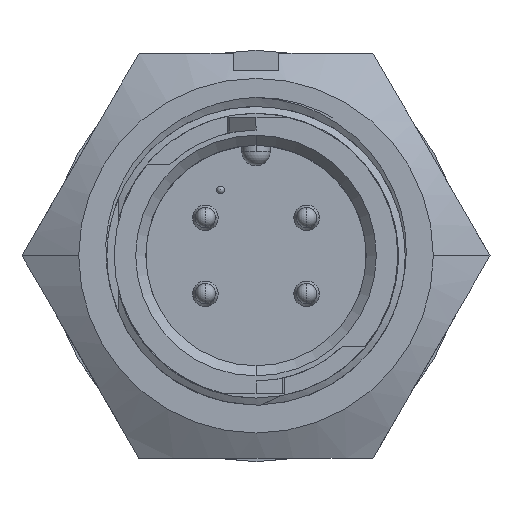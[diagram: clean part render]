
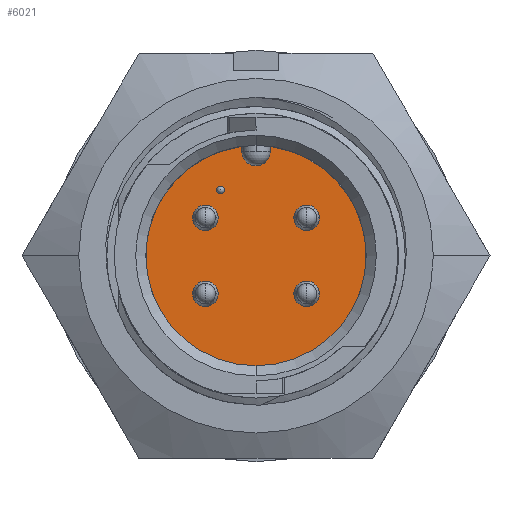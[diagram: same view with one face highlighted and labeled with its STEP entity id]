
A CAD part, top view. The second image highlights one B-rep face of the part: STEP entity #6021.
In plain terms, the highlighted planar face has unit normal (0, 0, 1).
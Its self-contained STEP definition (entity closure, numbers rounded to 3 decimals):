
#123 = CARTESIAN_POINT ( 'NONE',  ( 0.711, 5.22, -8.382 ) ) ;
#217 = VERTEX_POINT ( 'NONE', #9260 ) ;
#341 = AXIS2_PLACEMENT_3D ( 'NONE', #10424, #8116, #5589 ) ;
#391 = ORIENTED_EDGE ( 'NONE', *, *, #14276, .F. ) ;
#460 = DIRECTION ( 'NONE',  ( 1., 0., 0. ) ) ;
#635 = CARTESIAN_POINT ( 'NONE',  ( 0., 0., -8.382 ) ) ;
#671 = EDGE_CURVE ( 'NONE', #5510, #9295, #8377, .T. ) ;
#777 = DIRECTION ( 'NONE',  ( 1., 0., 0. ) ) ;
#786 = DIRECTION ( 'NONE',  ( 0., 0., 1. ) ) ;
#796 = AXIS2_PLACEMENT_3D ( 'NONE', #12263, #8654, #3034 ) ;
#886 = ORIENTED_EDGE ( 'NONE', *, *, #1395, .F. ) ;
#913 = DIRECTION ( 'NONE',  ( 0., 0., 1. ) ) ;
#1037 = EDGE_LOOP ( 'NONE', ( #1708, #10677 ) ) ;
#1099 = EDGE_CURVE ( 'NONE', #3018, #4472, #13671, .T. ) ;
#1187 = CARTESIAN_POINT ( 'NONE',  ( 0.711, 5.479, -8.382 ) ) ;
#1188 = AXIS2_PLACEMENT_3D ( 'NONE', #12584, #11433, #10283 ) ;
#1206 = EDGE_CURVE ( 'NONE', #12849, #11252, #10632, .T. ) ;
#1375 = CIRCLE ( 'NONE', #14914, 0.643 ) ;
#1395 = EDGE_CURVE ( 'NONE', #14963, #6334, #11938, .T. ) ;
#1451 = CARTESIAN_POINT ( 'NONE',  ( 0., -5.524, -8.382 ) ) ;
#1652 = DIRECTION ( 'NONE',  ( 0., 0., 1. ) ) ;
#1653 = ORIENTED_EDGE ( 'NONE', *, *, #7278, .T. ) ;
#1708 = ORIENTED_EDGE ( 'NONE', *, *, #2093, .F. ) ;
#1744 = CARTESIAN_POINT ( 'NONE',  ( 3.183, 1.905, -8.382 ) ) ;
#1780 = CARTESIAN_POINT ( 'NONE',  ( -1.778, 3.111, -8.382 ) ) ;
#1925 = DIRECTION ( 'NONE',  ( 0., 0., 1. ) ) ;
#1934 = CARTESIAN_POINT ( 'NONE',  ( 0., 0., -8.382 ) ) ;
#2067 = VECTOR ( 'NONE', #8130, 1000. ) ;
#2093 = EDGE_CURVE ( 'NONE', #4472, #3018, #2800, .T. ) ;
#2176 = DIRECTION ( 'NONE',  ( 0., 1., 0. ) ) ;
#2317 = CARTESIAN_POINT ( 'NONE',  ( -0.711, 5.479, -8.382 ) ) ;
#2602 = AXIS2_PLACEMENT_3D ( 'NONE', #2842, #1925, #6842 ) ;
#2800 = CIRCLE ( 'NONE', #3055, 0.643 ) ;
#2807 = CARTESIAN_POINT ( 'NONE',  ( -1.897, -1.905, -8.382 ) ) ;
#2842 = CARTESIAN_POINT ( 'NONE',  ( -2.54, 1.905, -8.382 ) ) ;
#2903 = CARTESIAN_POINT ( 'NONE',  ( -0.711, 5.22, -8.382 ) ) ;
#2934 = ORIENTED_EDGE ( 'NONE', *, *, #671, .F. ) ;
#3018 = VERTEX_POINT ( 'NONE', #4276 ) ;
#3034 = DIRECTION ( 'NONE',  ( 1., 0., 0. ) ) ;
#3055 = AXIS2_PLACEMENT_3D ( 'NONE', #11004, #12231, #460 ) ;
#3112 = CARTESIAN_POINT ( 'NONE',  ( -1.778, 3.302, -8.382 ) ) ;
#3222 = EDGE_CURVE ( 'NONE', #5522, #9738, #4273, .T. ) ;
#3237 = DIRECTION ( 'NONE',  ( 0., -1., 0. ) ) ;
#3690 = ORIENTED_EDGE ( 'NONE', *, *, #3841, .T. ) ;
#3820 = DIRECTION ( 'NONE',  ( 0., 1., 0. ) ) ;
#3841 = EDGE_CURVE ( 'NONE', #12849, #5217, #5509, .T. ) ;
#3899 = CARTESIAN_POINT ( 'NONE',  ( 0., 0., -8.382 ) ) ;
#4000 = AXIS2_PLACEMENT_3D ( 'NONE', #3112, #786, #2176 ) ;
#4273 = CIRCLE ( 'NONE', #341, 0.643 ) ;
#4276 = CARTESIAN_POINT ( 'NONE',  ( -3.183, -1.905, -8.382 ) ) ;
#4278 = CARTESIAN_POINT ( 'NONE',  ( -0.711, 5.479, -8.382 ) ) ;
#4327 = EDGE_CURVE ( 'NONE', #217, #9749, #9443, .T. ) ;
#4408 = DIRECTION ( 'NONE',  ( 1., 0., 0. ) ) ;
#4472 = VERTEX_POINT ( 'NONE', #2807 ) ;
#4523 = CARTESIAN_POINT ( 'NONE',  ( -1.897, 1.905, -8.382 ) ) ;
#5058 = FACE_BOUND ( 'NONE', #10687, .T. ) ;
#5074 = CIRCLE ( 'NONE', #7781, 0.643 ) ;
#5217 = VERTEX_POINT ( 'NONE', #1451 ) ;
#5285 = VERTEX_POINT ( 'NONE', #8680 ) ;
#5345 = DIRECTION ( 'NONE',  ( 0., 0., -1. ) ) ;
#5407 = DIRECTION ( 'NONE',  ( 0., 0., 1. ) ) ;
#5509 = CIRCLE ( 'NONE', #14606, 5.524 ) ;
#5510 = VERTEX_POINT ( 'NONE', #14852 ) ;
#5522 = VERTEX_POINT ( 'NONE', #8060 ) ;
#5569 = DIRECTION ( 'NONE',  ( 0., 0., 1. ) ) ;
#5579 = ORIENTED_EDGE ( 'NONE', *, *, #12055, .F. ) ;
#5589 = DIRECTION ( 'NONE',  ( 1., 0., 0. ) ) ;
#5985 = DIRECTION ( 'NONE',  ( 0., -1., 0. ) ) ;
#6021 = ADVANCED_FACE ( 'NONE', ( #10892, #11334, #13646, #14669, #5058, #9028 ), #10263, .F. ) ;
#6334 = VERTEX_POINT ( 'NONE', #7464 ) ;
#6498 = ORIENTED_EDGE ( 'NONE', *, *, #4327, .F. ) ;
#6539 = CIRCLE ( 'NONE', #8516, 5.524 ) ;
#6710 = CARTESIAN_POINT ( 'NONE',  ( -2.54, -1.905, -8.382 ) ) ;
#6766 = ORIENTED_EDGE ( 'NONE', *, *, #7203, .F. ) ;
#6842 = DIRECTION ( 'NONE',  ( 1., 0., 0. ) ) ;
#6914 = ORIENTED_EDGE ( 'NONE', *, *, #1206, .F. ) ;
#7203 = EDGE_CURVE ( 'NONE', #9295, #5510, #1375, .T. ) ;
#7278 = EDGE_CURVE ( 'NONE', #5217, #9749, #6539, .T. ) ;
#7464 = CARTESIAN_POINT ( 'NONE',  ( -3.183, 1.905, -8.382 ) ) ;
#7510 = ORIENTED_EDGE ( 'NONE', *, *, #12021, .F. ) ;
#7781 = AXIS2_PLACEMENT_3D ( 'NONE', #14974, #9251, #4408 ) ;
#8055 = EDGE_LOOP ( 'NONE', ( #6914, #3690, #1653, #6498, #391 ) ) ;
#8060 = CARTESIAN_POINT ( 'NONE',  ( 1.897, -1.905, -8.382 ) ) ;
#8116 = DIRECTION ( 'NONE',  ( 0., 0., 1. ) ) ;
#8130 = DIRECTION ( 'NONE',  ( 0., 1., 0. ) ) ;
#8377 = CIRCLE ( 'NONE', #11070, 0.643 ) ;
#8492 = EDGE_CURVE ( 'NONE', #6334, #14963, #14982, .T. ) ;
#8516 = AXIS2_PLACEMENT_3D ( 'NONE', #3899, #8521, #5985 ) ;
#8521 = DIRECTION ( 'NONE',  ( 0., 0., 1. ) ) ;
#8654 = DIRECTION ( 'NONE',  ( 0., 0., 1. ) ) ;
#8680 = CARTESIAN_POINT ( 'NONE',  ( -1.778, 3.492, -8.382 ) ) ;
#9002 = AXIS2_PLACEMENT_3D ( 'NONE', #15045, #5569, #13878 ) ;
#9028 = FACE_BOUND ( 'NONE', #15244, .T. ) ;
#9088 = ORIENTED_EDGE ( 'NONE', *, *, #8492, .F. ) ;
#9235 = AXIS2_PLACEMENT_3D ( 'NONE', #6710, #5407, #11401 ) ;
#9251 = DIRECTION ( 'NONE',  ( 0., 0., 1. ) ) ;
#9260 = CARTESIAN_POINT ( 'NONE',  ( 0.711, 5.22, -8.382 ) ) ;
#9295 = VERTEX_POINT ( 'NONE', #1744 ) ;
#9321 = DIRECTION ( 'NONE',  ( 0., 0., 1. ) ) ;
#9443 = LINE ( 'NONE', #123, #2067 ) ;
#9738 = VERTEX_POINT ( 'NONE', #13252 ) ;
#9749 = VERTEX_POINT ( 'NONE', #1187 ) ;
#9810 = EDGE_LOOP ( 'NONE', ( #886, #9088 ) ) ;
#9887 = DIRECTION ( 'NONE',  ( 1., 0., 0. ) ) ;
#10263 = PLANE ( 'NONE',  #11409 ) ;
#10283 = DIRECTION ( 'NONE',  ( 1., 0., 0. ) ) ;
#10424 = CARTESIAN_POINT ( 'NONE',  ( 2.54, -1.905, -8.382 ) ) ;
#10632 = LINE ( 'NONE', #2317, #11209 ) ;
#10677 = ORIENTED_EDGE ( 'NONE', *, *, #1099, .F. ) ;
#10687 = EDGE_LOOP ( 'NONE', ( #5579, #11327 ) ) ;
#10892 = FACE_OUTER_BOUND ( 'NONE', #8055, .T. ) ;
#11004 = CARTESIAN_POINT ( 'NONE',  ( -2.54, -1.905, -8.382 ) ) ;
#11070 = AXIS2_PLACEMENT_3D ( 'NONE', #14452, #1652, #9887 ) ;
#11209 = VECTOR ( 'NONE', #15188, 1000. ) ;
#11252 = VERTEX_POINT ( 'NONE', #2903 ) ;
#11327 = ORIENTED_EDGE ( 'NONE', *, *, #3222, .F. ) ;
#11334 = FACE_BOUND ( 'NONE', #11757, .T. ) ;
#11401 = DIRECTION ( 'NONE',  ( 1., 0., 0. ) ) ;
#11409 = AXIS2_PLACEMENT_3D ( 'NONE', #635, #5345, #3820 ) ;
#11433 = DIRECTION ( 'NONE',  ( 0., 0., 1. ) ) ;
#11757 = EDGE_LOOP ( 'NONE', ( #14075, #7510 ) ) ;
#11938 = CIRCLE ( 'NONE', #2602, 0.643 ) ;
#12021 = EDGE_CURVE ( 'NONE', #13934, #5285, #14430, .T. ) ;
#12055 = EDGE_CURVE ( 'NONE', #9738, #5522, #5074, .T. ) ;
#12104 = CIRCLE ( 'NONE', #4000, 0.191 ) ;
#12231 = DIRECTION ( 'NONE',  ( 0., 0., 1. ) ) ;
#12263 = CARTESIAN_POINT ( 'NONE',  ( 0., 5.22, -8.382 ) ) ;
#12584 = CARTESIAN_POINT ( 'NONE',  ( -2.54, 1.905, -8.382 ) ) ;
#12849 = VERTEX_POINT ( 'NONE', #4278 ) ;
#13252 = CARTESIAN_POINT ( 'NONE',  ( 3.183, -1.905, -8.382 ) ) ;
#13641 = EDGE_CURVE ( 'NONE', #5285, #13934, #12104, .T. ) ;
#13646 = FACE_BOUND ( 'NONE', #9810, .T. ) ;
#13671 = CIRCLE ( 'NONE', #9235, 0.643 ) ;
#13878 = DIRECTION ( 'NONE',  ( 0., 1., 0. ) ) ;
#13934 = VERTEX_POINT ( 'NONE', #1780 ) ;
#14075 = ORIENTED_EDGE ( 'NONE', *, *, #13641, .F. ) ;
#14276 = EDGE_CURVE ( 'NONE', #11252, #217, #15070, .T. ) ;
#14430 = CIRCLE ( 'NONE', #9002, 0.191 ) ;
#14452 = CARTESIAN_POINT ( 'NONE',  ( 2.54, 1.905, -8.382 ) ) ;
#14606 = AXIS2_PLACEMENT_3D ( 'NONE', #1934, #913, #3237 ) ;
#14669 = FACE_BOUND ( 'NONE', #1037, .T. ) ;
#14852 = CARTESIAN_POINT ( 'NONE',  ( 1.897, 1.905, -8.382 ) ) ;
#14914 = AXIS2_PLACEMENT_3D ( 'NONE', #15039, #9321, #777 ) ;
#14963 = VERTEX_POINT ( 'NONE', #4523 ) ;
#14974 = CARTESIAN_POINT ( 'NONE',  ( 2.54, -1.905, -8.382 ) ) ;
#14982 = CIRCLE ( 'NONE', #1188, 0.643 ) ;
#15039 = CARTESIAN_POINT ( 'NONE',  ( 2.54, 1.905, -8.382 ) ) ;
#15045 = CARTESIAN_POINT ( 'NONE',  ( -1.778, 3.302, -8.382 ) ) ;
#15070 = CIRCLE ( 'NONE', #796, 0.711 ) ;
#15188 = DIRECTION ( 'NONE',  ( 0., -1., 0. ) ) ;
#15244 = EDGE_LOOP ( 'NONE', ( #6766, #2934 ) ) ;
